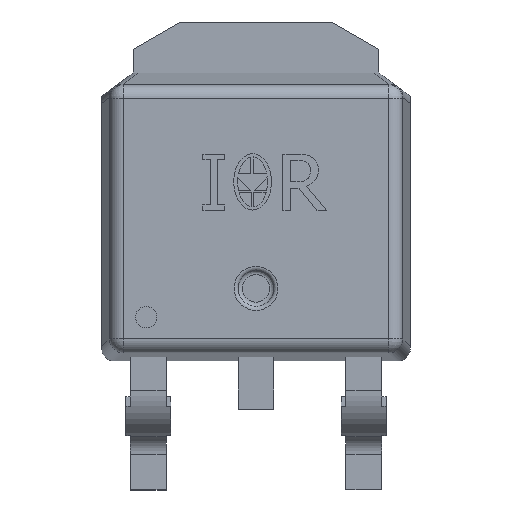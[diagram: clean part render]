
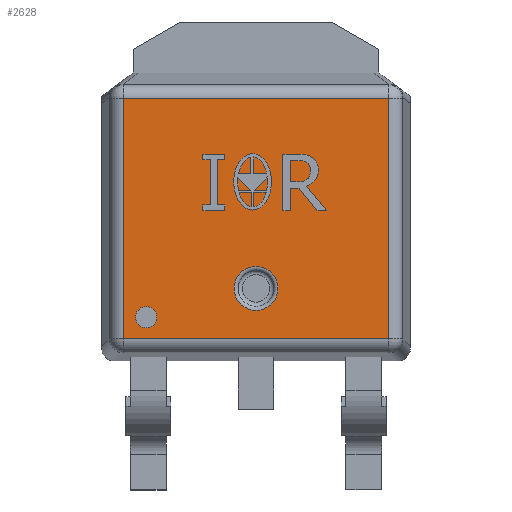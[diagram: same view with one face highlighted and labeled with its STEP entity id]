
A CAD part, top view. The second image highlights one B-rep face of the part: STEP entity #2628.
In plain terms, the highlighted planar face has unit normal (0, 0, 1).
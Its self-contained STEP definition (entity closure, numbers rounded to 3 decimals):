
#147=LINE('',#3775,#437);
#148=LINE('',#3777,#438);
#149=LINE('',#3779,#439);
#150=LINE('',#3780,#440);
#437=VECTOR('',#3032,5.61);
#438=VECTOR('',#3033,5.081);
#439=VECTOR('',#3034,5.61);
#440=VECTOR('',#3035,5.081);
#728=PLANE('',#2795);
#838=FACE_BOUND('',#1014,.T.);
#857=FACE_OUTER_BOUND('',#1013,.T.);
#1013=EDGE_LOOP('',(#1866,#1867,#1868,#1869));
#1014=EDGE_LOOP('',(#1870));
#1182=CIRCLE('',#2794,0.465);
#1233=VERTEX_POINT('',#3770);
#1234=VERTEX_POINT('',#3773);
#1235=VERTEX_POINT('',#3774);
#1236=VERTEX_POINT('',#3776);
#1237=VERTEX_POINT('',#3778);
#1482=EDGE_CURVE('',#1233,#1233,#1182,.T.);
#1483=EDGE_CURVE('',#1234,#1235,#147,.T.);
#1484=EDGE_CURVE('',#1236,#1234,#148,.T.);
#1485=EDGE_CURVE('',#1237,#1236,#149,.T.);
#1486=EDGE_CURVE('',#1235,#1237,#150,.T.);
#1866=ORIENTED_EDGE('',*,*,#1483,.F.);
#1867=ORIENTED_EDGE('',*,*,#1484,.F.);
#1868=ORIENTED_EDGE('',*,*,#1485,.F.);
#1869=ORIENTED_EDGE('',*,*,#1486,.F.);
#1870=ORIENTED_EDGE('',*,*,#1482,.F.);
#2628=ADVANCED_FACE('',(#857,#838),#728,.T.);
#2794=AXIS2_PLACEMENT_3D('',#3771,#3028,#3029);
#2795=AXIS2_PLACEMENT_3D('',#3772,#3030,#3031);
#3028=DIRECTION('center_axis',(0.,0.,1.));
#3029=DIRECTION('ref_axis',(-1.,0.,0.));
#3030=DIRECTION('center_axis',(0.,0.,1.));
#3031=DIRECTION('ref_axis',(1.,0.,0.));
#3032=DIRECTION('',(1.,0.,0.));
#3033=DIRECTION('',(0.,1.,0.));
#3034=DIRECTION('',(-1.,0.,0.));
#3035=DIRECTION('',(0.,-1.,0.));
#3770=CARTESIAN_POINT('',(0.465,-1.514,2.39));
#3771=CARTESIAN_POINT('Origin',(0.,-1.514,2.39));
#3772=CARTESIAN_POINT('Origin',(0.,0.,2.39));
#3773=CARTESIAN_POINT('',(-2.805,2.498,2.39));
#3774=CARTESIAN_POINT('',(2.805,2.498,2.39));
#3775=CARTESIAN_POINT('',(0.817,2.498,2.39));
#3776=CARTESIAN_POINT('',(-2.805,-2.583,2.39));
#3777=CARTESIAN_POINT('',(-2.805,0.762,2.39));
#3778=CARTESIAN_POINT('',(2.805,-2.583,2.39));
#3779=CARTESIAN_POINT('',(-0.817,-2.583,2.39));
#3780=CARTESIAN_POINT('',(2.805,-0.762,2.39));
